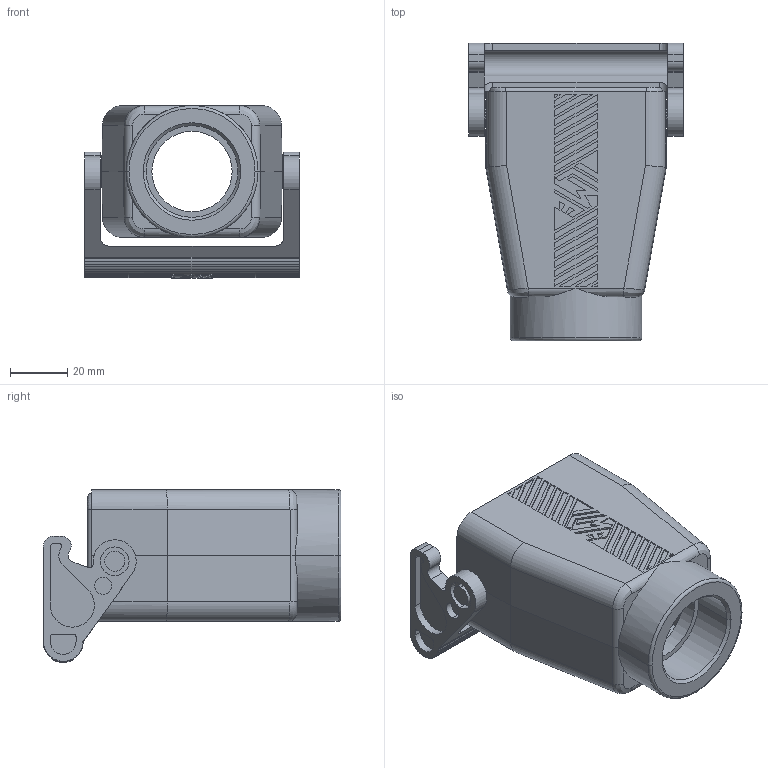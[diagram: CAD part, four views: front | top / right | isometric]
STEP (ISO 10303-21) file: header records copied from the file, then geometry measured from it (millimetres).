
FILE_DESCRIPTION(('Creo Elements/Direct Modeling STEP Export'),'2;1');
FILE_NAME('0ln7uvk53b56n9o4816','2020-06-22T10:26:58',(''),(''),'Creo Elements/Direct Modeling STEP processor for AP214 (Solid Model)','Creo Elements/Direct Modeling 20.1B 02-Apr-2019 (C) Parametric Technology GmbH','');
FILE_SCHEMA(('AUTOMOTIVE_DESIGN { 1 0 10303 214 1 1 1 1 }'));
Length unit declared in the file: millimetre
Products named in the file (2): TAVH06LG32B
Assembly tree (1 placements, depth 2):
  TAVH06LG32B
    TAVH06LG32B
Bounding box: 75 x 103.9 x 60.3 mm (x, y, z)
Volume: 108465.6 mm3; surface area: 45556.4 mm2
Topology: 1 solids, 1 shells, 680 faces, 1805 edges, 1184 vertices
Faces by surface type: plane 490, cylinder 162, bspline 16, cone 10, torus 2
Entity records: 22465 total; most frequent: CARTESIAN_POINT 5665, ORIENTED_EDGE 3610, DIRECTION 3306, EDGE_CURVE 1805, VECTOR 1324, LINE 1324, VERTEX_POINT 1184, AXIS2_PLACEMENT_3D 991
